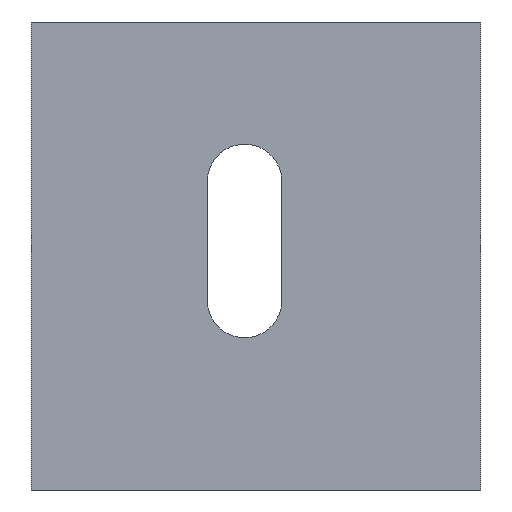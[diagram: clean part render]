
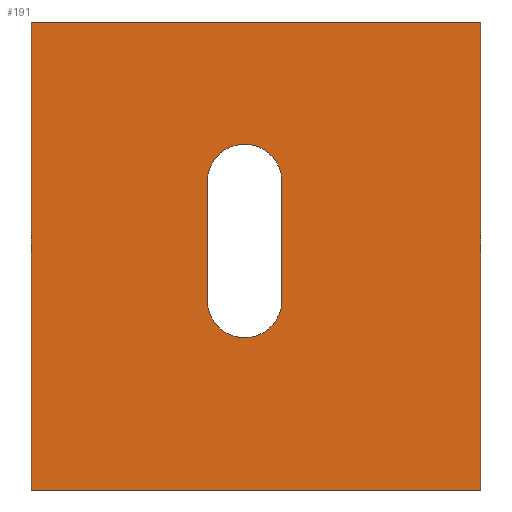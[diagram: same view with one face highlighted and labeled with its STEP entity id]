
A CAD part, front view. The second image highlights one B-rep face of the part: STEP entity #191.
In plain terms, the highlighted planar face has unit normal (0, -1, 0).
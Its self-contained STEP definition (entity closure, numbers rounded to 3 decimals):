
#5 = DIRECTION ( 'NONE',  ( 0., 0., 1. ) ) ;
#8 = CARTESIAN_POINT ( 'NONE',  ( -36.983, 0., -32.854 ) ) ;
#11 = CARTESIAN_POINT ( 'NONE',  ( 0., 0., 0. ) ) ;
#12 = LINE ( 'NONE', #99, #77 ) ;
#28 = CIRCLE ( 'NONE', #225, 6.463 ) ;
#39 = CARTESIAN_POINT ( 'NONE',  ( 40.933, 0., -32.854 ) ) ;
#40 = CARTESIAN_POINT ( 'NONE',  ( 40.933, 0., -32.854 ) ) ;
#43 = CARTESIAN_POINT ( 'NONE',  ( 0., 0., 0. ) ) ;
#47 = VERTEX_POINT ( 'NONE', #364 ) ;
#52 = DIRECTION ( 'NONE',  ( 0., 0., 1. ) ) ;
#59 = LINE ( 'NONE', #40, #283 ) ;
#60 = EDGE_LOOP ( 'NONE', ( #180, #338, #354, #166 ) ) ;
#61 = EDGE_CURVE ( 'NONE', #93, #111, #59, .T. ) ;
#67 = VECTOR ( 'NONE', #5, 1000. ) ;
#72 = ORIENTED_EDGE ( 'NONE', *, *, #163, .T. ) ;
#73 = DIRECTION ( 'NONE',  ( 0., 0., 1. ) ) ;
#74 = EDGE_CURVE ( 'NONE', #262, #47, #212, .T. ) ;
#77 = VECTOR ( 'NONE', #362, 1000. ) ;
#79 = ORIENTED_EDGE ( 'NONE', *, *, #74, .T. ) ;
#81 = EDGE_CURVE ( 'NONE', #290, #350, #12, .T. ) ;
#82 = VERTEX_POINT ( 'NONE', #388 ) ;
#90 = EDGE_CURVE ( 'NONE', #361, #196, #379, .T. ) ;
#93 = VERTEX_POINT ( 'NONE', #102 ) ;
#96 = EDGE_CURVE ( 'NONE', #111, #361, #257, .T. ) ;
#99 = CARTESIAN_POINT ( 'NONE',  ( 6.463, 0., 0. ) ) ;
#102 = CARTESIAN_POINT ( 'NONE',  ( 40.933, 0., 48.293 ) ) ;
#108 = CARTESIAN_POINT ( 'NONE',  ( 6.463, 0., 20.646 ) ) ;
#111 = VERTEX_POINT ( 'NONE', #39 ) ;
#112 = ORIENTED_EDGE ( 'NONE', *, *, #159, .T. ) ;
#116 = EDGE_CURVE ( 'NONE', #47, #290, #125, .T. ) ;
#118 = ORIENTED_EDGE ( 'NONE', *, *, #81, .T. ) ;
#125 = CIRCLE ( 'NONE', #312, 6.463 ) ;
#130 = VECTOR ( 'NONE', #308, 1000. ) ;
#149 = DIRECTION ( 'NONE',  ( 0., 1., 0. ) ) ;
#159 = EDGE_CURVE ( 'NONE', #350, #82, #28, .T. ) ;
#163 = EDGE_CURVE ( 'NONE', #82, #262, #384, .T. ) ;
#166 = ORIENTED_EDGE ( 'NONE', *, *, #352, .F. ) ;
#167 = CARTESIAN_POINT ( 'NONE',  ( 0., 0., 20.646 ) ) ;
#180 = ORIENTED_EDGE ( 'NONE', *, *, #90, .F. ) ;
#184 = CARTESIAN_POINT ( 'NONE',  ( -36.983, 0., 48.293 ) ) ;
#191 = ADVANCED_FACE ( 'NONE', ( #222, #349 ), #297, .F. ) ;
#192 = LINE ( 'NONE', #184, #130 ) ;
#196 = VERTEX_POINT ( 'NONE', #370 ) ;
#205 = CARTESIAN_POINT ( 'NONE',  ( -6.463, 0., 0. ) ) ;
#209 = CARTESIAN_POINT ( 'NONE',  ( 0., 0., 0. ) ) ;
#210 = DIRECTION ( 'NONE',  ( 0., 0., 1. ) ) ;
#212 = LINE ( 'NONE', #358, #353 ) ;
#213 = DIRECTION ( 'NONE',  ( 0., 1., 0. ) ) ;
#219 = CARTESIAN_POINT ( 'NONE',  ( -36.983, 0., -32.854 ) ) ;
#222 = FACE_OUTER_BOUND ( 'NONE', #60, .T. ) ;
#225 = AXIS2_PLACEMENT_3D ( 'NONE', #209, #213, #366 ) ;
#229 = AXIS2_PLACEMENT_3D ( 'NONE', #43, #267, #210 ) ;
#233 = DIRECTION ( 'NONE',  ( 0., 0., 1. ) ) ;
#247 = ORIENTED_EDGE ( 'NONE', *, *, #116, .T. ) ;
#257 = LINE ( 'NONE', #8, #273 ) ;
#259 = CARTESIAN_POINT ( 'NONE',  ( -36.983, 0., -32.854 ) ) ;
#262 = VERTEX_POINT ( 'NONE', #205 ) ;
#264 = DIRECTION ( 'NONE',  ( -1., 0., 0. ) ) ;
#267 = DIRECTION ( 'NONE',  ( 0., 1., 0. ) ) ;
#273 = VECTOR ( 'NONE', #264, 1000. ) ;
#283 = VECTOR ( 'NONE', #386, 1000. ) ;
#290 = VERTEX_POINT ( 'NONE', #108 ) ;
#297 = PLANE ( 'NONE',  #397 ) ;
#308 = DIRECTION ( 'NONE',  ( 1., 0., 0. ) ) ;
#312 = AXIS2_PLACEMENT_3D ( 'NONE', #167, #387, #233 ) ;
#338 = ORIENTED_EDGE ( 'NONE', *, *, #96, .F. ) ;
#349 = FACE_BOUND ( 'NONE', #408, .T. ) ;
#350 = VERTEX_POINT ( 'NONE', #399 ) ;
#352 = EDGE_CURVE ( 'NONE', #196, #93, #192, .T. ) ;
#353 = VECTOR ( 'NONE', #73, 1000. ) ;
#354 = ORIENTED_EDGE ( 'NONE', *, *, #61, .F. ) ;
#358 = CARTESIAN_POINT ( 'NONE',  ( -6.463, 0., 0. ) ) ;
#361 = VERTEX_POINT ( 'NONE', #219 ) ;
#362 = DIRECTION ( 'NONE',  ( 0., 0., -1. ) ) ;
#364 = CARTESIAN_POINT ( 'NONE',  ( -6.463, 0., 20.646 ) ) ;
#366 = DIRECTION ( 'NONE',  ( 0., 0., 1. ) ) ;
#370 = CARTESIAN_POINT ( 'NONE',  ( -36.983, 0., 48.293 ) ) ;
#379 = LINE ( 'NONE', #259, #67 ) ;
#384 = CIRCLE ( 'NONE', #229, 6.463 ) ;
#386 = DIRECTION ( 'NONE',  ( 0., 0., -1. ) ) ;
#387 = DIRECTION ( 'NONE',  ( 0., 1., 0. ) ) ;
#388 = CARTESIAN_POINT ( 'NONE',  ( 0., 0., -6.463 ) ) ;
#397 = AXIS2_PLACEMENT_3D ( 'NONE', #11, #149, #52 ) ;
#399 = CARTESIAN_POINT ( 'NONE',  ( 6.463, 0., 0. ) ) ;
#408 = EDGE_LOOP ( 'NONE', ( #112, #72, #79, #247, #118 ) ) ;
